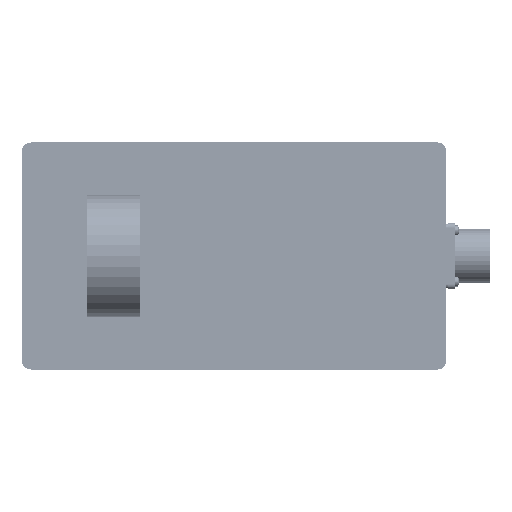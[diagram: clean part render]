
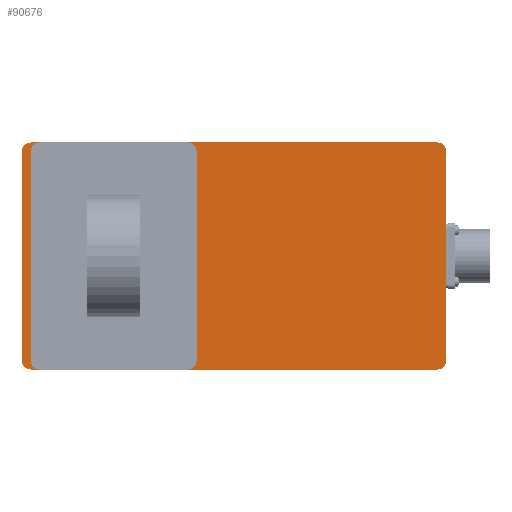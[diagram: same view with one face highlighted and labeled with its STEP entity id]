
A CAD part, front view. The second image highlights one B-rep face of the part: STEP entity #90676.
In plain terms, the highlighted face is planar.
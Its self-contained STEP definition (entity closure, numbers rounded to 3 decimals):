
#634 = CARTESIAN_POINT ( 'NONE',  ( 60., -47.5, -151. ) ) ;
#894 = DIRECTION ( 'NONE',  ( 0., 1., 0. ) ) ;
#2001 = AXIS2_PLACEMENT_3D ( 'NONE', #40258, #41632, #50007 ) ;
#2263 = CARTESIAN_POINT ( 'NONE',  ( -65.001, -47.5, -151. ) ) ;
#2769 = ORIENTED_EDGE ( 'NONE', *, *, #16665, .T. ) ;
#4205 = CIRCLE ( 'NONE', #2001, 5.001 ) ;
#5864 = ORIENTED_EDGE ( 'NONE', *, *, #71360, .T. ) ;
#6622 = LINE ( 'NONE', #26041, #103311 ) ;
#6911 = DIRECTION ( 'NONE',  ( -1., 0., 0. ) ) ;
#8498 = ORIENTED_EDGE ( 'NONE', *, *, #119441, .T. ) ;
#9045 = ORIENTED_EDGE ( 'NONE', *, *, #84439, .T. ) ;
#13597 = DIRECTION ( 'NONE',  ( -1., 0., 0. ) ) ;
#16665 = EDGE_CURVE ( 'NONE', #37184, #30502, #97206, .T. ) ;
#17285 = EDGE_CURVE ( 'NONE', #126964, #37184, #101117, .T. ) ;
#17858 = DIRECTION ( 'NONE',  ( 0., -1., 0. ) ) ;
#18494 = DIRECTION ( 'NONE',  ( 0., 0., -1. ) ) ;
#20771 = FACE_OUTER_BOUND ( 'NONE', #125419, .T. ) ;
#21659 = ORIENTED_EDGE ( 'NONE', *, *, #134471, .T. ) ;
#26041 = CARTESIAN_POINT ( 'NONE',  ( -60., 190.501, -151. ) ) ;
#28209 = CARTESIAN_POINT ( 'NONE',  ( -60., -47.5, -151. ) ) ;
#28372 = CARTESIAN_POINT ( 'NONE',  ( 60., 185.5, -151. ) ) ;
#30502 = VERTEX_POINT ( 'NONE', #67609 ) ;
#33988 = LINE ( 'NONE', #55444, #132471 ) ;
#37184 = VERTEX_POINT ( 'NONE', #54778 ) ;
#38914 = CARTESIAN_POINT ( 'NONE',  ( 65.001, -47.5, -151. ) ) ;
#39181 = AXIS2_PLACEMENT_3D ( 'NONE', #28209, #18494, #49710 ) ;
#39672 = DIRECTION ( 'NONE',  ( -1., 0., 0. ) ) ;
#40258 = CARTESIAN_POINT ( 'NONE',  ( 60., -47.5, -151. ) ) ;
#41335 = AXIS2_PLACEMENT_3D ( 'NONE', #97415, #130656, #13597 ) ;
#41632 = DIRECTION ( 'NONE',  ( 0., 0., -1. ) ) ;
#42961 = CARTESIAN_POINT ( 'NONE',  ( 60., 190.501, -151. ) ) ;
#42982 = AXIS2_PLACEMENT_3D ( 'NONE', #634, #116367, #39672 ) ;
#45311 = EDGE_CURVE ( 'NONE', #113309, #126964, #33988, .T. ) ;
#47143 = DIRECTION ( 'NONE',  ( 0., 0., -1. ) ) ;
#48831 = CIRCLE ( 'NONE', #123944, 5.001 ) ;
#49710 = DIRECTION ( 'NONE',  ( -1., 0., 0. ) ) ;
#50007 = DIRECTION ( 'NONE',  ( -1., 0., 0. ) ) ;
#51154 = VERTEX_POINT ( 'NONE', #90543 ) ;
#51309 = CARTESIAN_POINT ( 'NONE',  ( 60., -52.501, -151. ) ) ;
#54778 = CARTESIAN_POINT ( 'NONE',  ( -65.001, -47.5, -151. ) ) ;
#55444 = CARTESIAN_POINT ( 'NONE',  ( 60., -52.501, -151. ) ) ;
#61336 = VERTEX_POINT ( 'NONE', #38914 ) ;
#67609 = CARTESIAN_POINT ( 'NONE',  ( -65.001, 185.5, -151. ) ) ;
#71360 = EDGE_CURVE ( 'NONE', #30502, #51154, #107673, .T. ) ;
#72226 = VERTEX_POINT ( 'NONE', #131702 ) ;
#78083 = CARTESIAN_POINT ( 'NONE',  ( -60., -52.501, -151. ) ) ;
#79351 = DIRECTION ( 'NONE',  ( 1., 0., 0. ) ) ;
#84439 = EDGE_CURVE ( 'NONE', #72226, #61336, #112756, .T. ) ;
#90543 = CARTESIAN_POINT ( 'NONE',  ( -60., 190.501, -151. ) ) ;
#90676 = ADVANCED_FACE ( 'NONE', ( #20771 ), #92329, .T. ) ;
#92329 = PLANE ( 'NONE',  #42982 ) ;
#97206 = LINE ( 'NONE', #2263, #109693 ) ;
#97415 = CARTESIAN_POINT ( 'NONE',  ( -60., 185.5, -151. ) ) ;
#101117 = CIRCLE ( 'NONE', #39181, 5.001 ) ;
#102091 = ORIENTED_EDGE ( 'NONE', *, *, #118060, .T. ) ;
#103311 = VECTOR ( 'NONE', #79351, 1000. ) ;
#107673 = CIRCLE ( 'NONE', #41335, 5.001 ) ;
#109693 = VECTOR ( 'NONE', #894, 1000. ) ;
#112091 = CARTESIAN_POINT ( 'NONE',  ( 65.001, 185.5, -151. ) ) ;
#112756 = LINE ( 'NONE', #112091, #127907 ) ;
#113309 = VERTEX_POINT ( 'NONE', #51309 ) ;
#116367 = DIRECTION ( 'NONE',  ( 0., 0., -1. ) ) ;
#118060 = EDGE_CURVE ( 'NONE', #61336, #113309, #4205, .T. ) ;
#119441 = EDGE_CURVE ( 'NONE', #132763, #72226, #48831, .T. ) ;
#120574 = DIRECTION ( 'NONE',  ( -1., 0., 0. ) ) ;
#123038 = ORIENTED_EDGE ( 'NONE', *, *, #17285, .T. ) ;
#123944 = AXIS2_PLACEMENT_3D ( 'NONE', #28372, #47143, #6911 ) ;
#125419 = EDGE_LOOP ( 'NONE', ( #102091, #135314, #123038, #2769, #5864, #21659, #8498, #9045 ) ) ;
#126964 = VERTEX_POINT ( 'NONE', #78083 ) ;
#127907 = VECTOR ( 'NONE', #17858, 1000. ) ;
#130656 = DIRECTION ( 'NONE',  ( 0., 0., -1. ) ) ;
#131702 = CARTESIAN_POINT ( 'NONE',  ( 65.001, 185.5, -151. ) ) ;
#132471 = VECTOR ( 'NONE', #120574, 1000. ) ;
#132763 = VERTEX_POINT ( 'NONE', #42961 ) ;
#134471 = EDGE_CURVE ( 'NONE', #51154, #132763, #6622, .T. ) ;
#135314 = ORIENTED_EDGE ( 'NONE', *, *, #45311, .T. ) ;
